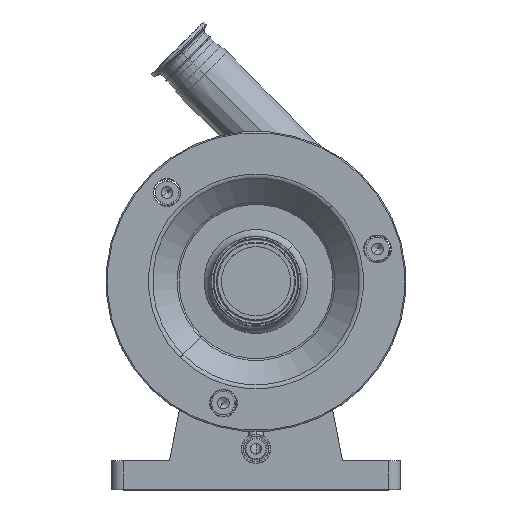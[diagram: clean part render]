
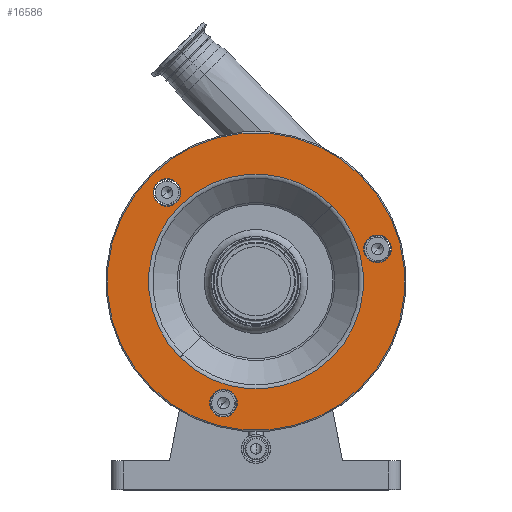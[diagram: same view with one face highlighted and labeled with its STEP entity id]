
A CAD part, top view. The second image highlights one B-rep face of the part: STEP entity #16586.
In plain terms, the highlighted planar face has unit normal (0, 0, 1).
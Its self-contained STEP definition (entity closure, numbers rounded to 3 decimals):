
#260 = EDGE_CURVE ( 'NONE', #17120, #14942, #2429, .T. ) ;
#326 = CARTESIAN_POINT ( 'NONE',  ( -91.217, -91.217, 219. ) ) ;
#336 = CARTESIAN_POINT ( 'NONE',  ( -85.56, 68.589, 219. ) ) ;
#653 = EDGE_CURVE ( 'NONE', #2140, #10796, #3756, .T. ) ;
#701 = CIRCLE ( 'NONE', #19474, 129. ) ;
#1765 = VERTEX_POINT ( 'NONE', #2763 ) ;
#2113 = CIRCLE ( 'NONE', #7078, 93.071 ) ;
#2140 = VERTEX_POINT ( 'NONE', #14127 ) ;
#2302 = EDGE_CURVE ( 'NONE', #14942, #17120, #2113, .T. ) ;
#2413 = CARTESIAN_POINT ( 'NONE',  ( -65.811, -65.811, 219. ) ) ;
#2429 = CIRCLE ( 'NONE', #3411, 93.071 ) ;
#2642 = AXIS2_PLACEMENT_3D ( 'NONE', #10355, #16416, #10146 ) ;
#2763 = CARTESIAN_POINT ( 'NONE',  ( -19.726, -96.801, 219. ) ) ;
#3155 = ORIENTED_EDGE ( 'NONE', *, *, #19957, .T. ) ;
#3250 = ORIENTED_EDGE ( 'NONE', *, *, #2302, .T. ) ;
#3411 = AXIS2_PLACEMENT_3D ( 'NONE', #14016, #11228, #9282 ) ;
#3627 = DIRECTION ( 'NONE',  ( 0., 0., -1. ) ) ;
#3756 = CIRCLE ( 'NONE', #6388, 129. ) ;
#3839 = DIRECTION ( 'NONE',  ( -0.707, -0.707, 0. ) ) ;
#3916 = DIRECTION ( 'NONE',  ( -0.707, -0.707, 0. ) ) ;
#3964 = CIRCLE ( 'NONE', #2642, 12. ) ;
#4046 = EDGE_CURVE ( 'NONE', #10796, #2140, #701, .T. ) ;
#4697 = EDGE_CURVE ( 'NONE', #9482, #6267, #17138, .T. ) ;
#4838 = CARTESIAN_POINT ( 'NONE',  ( -91.217, 91.217, 219. ) ) ;
#5008 = CARTESIAN_POINT ( 'NONE',  ( -77.075, 77.075, 219. ) ) ;
#6267 = VERTEX_POINT ( 'NONE', #11484 ) ;
#6388 = AXIS2_PLACEMENT_3D ( 'NONE', #13965, #11775, #3916 ) ;
#6401 = FACE_BOUND ( 'NONE', #20112, .T. ) ;
#6613 = FACE_OUTER_BOUND ( 'NONE', #20380, .T. ) ;
#6657 = AXIS2_PLACEMENT_3D ( 'NONE', #12058, #8666, #18131 ) ;
#7078 = AXIS2_PLACEMENT_3D ( 'NONE', #8983, #15143, #18145 ) ;
#7206 = AXIS2_PLACEMENT_3D ( 'NONE', #4838, #14349, #11063 ) ;
#7562 = CARTESIAN_POINT ( 'NONE',  ( -28.211, -105.286, 219. ) ) ;
#7711 = EDGE_CURVE ( 'NONE', #13892, #1765, #18475, .T. ) ;
#7796 = DIRECTION ( 'NONE',  ( -0.707, -0.707, 0. ) ) ;
#8030 = ORIENTED_EDGE ( 'NONE', *, *, #7711, .T. ) ;
#8543 = AXIS2_PLACEMENT_3D ( 'NONE', #19842, #11139, #9026 ) ;
#8666 = DIRECTION ( 'NONE',  ( 0., 0., -1. ) ) ;
#8871 = CIRCLE ( 'NONE', #8543, 12. ) ;
#8936 = AXIS2_PLACEMENT_3D ( 'NONE', #20356, #10710, #12554 ) ;
#8983 = CARTESIAN_POINT ( 'NONE',  ( 0., 0., 219. ) ) ;
#9026 = DIRECTION ( 'NONE',  ( -0.707, -0.707, 0. ) ) ;
#9079 = ORIENTED_EDGE ( 'NONE', *, *, #9508, .T. ) ;
#9193 = EDGE_LOOP ( 'NONE', ( #3250, #15376 ) ) ;
#9277 = ORIENTED_EDGE ( 'NONE', *, *, #4697, .T. ) ;
#9282 = DIRECTION ( 'NONE',  ( -0.707, -0.707, 0. ) ) ;
#9447 = DIRECTION ( 'NONE',  ( 0., 0., -1. ) ) ;
#9482 = VERTEX_POINT ( 'NONE', #10054 ) ;
#9494 = PLANE ( 'NONE',  #7206 ) ;
#9508 = EDGE_CURVE ( 'NONE', #19669, #17296, #8871, .T. ) ;
#9571 = AXIS2_PLACEMENT_3D ( 'NONE', #5008, #9447, #7796 ) ;
#10054 = CARTESIAN_POINT ( 'NONE',  ( 96.801, 19.726, 219. ) ) ;
#10146 = DIRECTION ( 'NONE',  ( -0.707, -0.707, 0. ) ) ;
#10355 = CARTESIAN_POINT ( 'NONE',  ( -28.211, -105.286, 219. ) ) ;
#10710 = DIRECTION ( 'NONE',  ( 0., 0., -1. ) ) ;
#10765 = DIRECTION ( 'NONE',  ( 0., 0., -1. ) ) ;
#10796 = VERTEX_POINT ( 'NONE', #326 ) ;
#11063 = DIRECTION ( 'NONE',  ( -0.707, -0.707, 0. ) ) ;
#11139 = DIRECTION ( 'NONE',  ( 0., 0., -1. ) ) ;
#11228 = DIRECTION ( 'NONE',  ( 0., 0., -1. ) ) ;
#11484 = CARTESIAN_POINT ( 'NONE',  ( 113.771, 36.697, 219. ) ) ;
#11775 = DIRECTION ( 'NONE',  ( 0., 0., -1. ) ) ;
#12058 = CARTESIAN_POINT ( 'NONE',  ( 105.286, 28.211, 219. ) ) ;
#12496 = FACE_BOUND ( 'NONE', #9193, .T. ) ;
#12554 = DIRECTION ( 'NONE',  ( -0.707, -0.707, 0. ) ) ;
#12708 = FACE_BOUND ( 'NONE', #15118, .T. ) ;
#12762 = ORIENTED_EDGE ( 'NONE', *, *, #14143, .T. ) ;
#13631 = CARTESIAN_POINT ( 'NONE',  ( -36.697, -113.771, 219. ) ) ;
#13880 = AXIS2_PLACEMENT_3D ( 'NONE', #7562, #10765, #20232 ) ;
#13892 = VERTEX_POINT ( 'NONE', #13631 ) ;
#13965 = CARTESIAN_POINT ( 'NONE',  ( 0., 0., 219. ) ) ;
#13976 = CARTESIAN_POINT ( 'NONE',  ( 65.811, 65.811, 219. ) ) ;
#14016 = CARTESIAN_POINT ( 'NONE',  ( 0., 0., 219. ) ) ;
#14127 = CARTESIAN_POINT ( 'NONE',  ( 91.217, 91.217, 219. ) ) ;
#14143 = EDGE_CURVE ( 'NONE', #6267, #9482, #15556, .T. ) ;
#14349 = DIRECTION ( 'NONE',  ( 0., 0., -1. ) ) ;
#14536 = ORIENTED_EDGE ( 'NONE', *, *, #4046, .F. ) ;
#14573 = ORIENTED_EDGE ( 'NONE', *, *, #19711, .T. ) ;
#14942 = VERTEX_POINT ( 'NONE', #2413 ) ;
#15118 = EDGE_LOOP ( 'NONE', ( #14573, #8030 ) ) ;
#15143 = DIRECTION ( 'NONE',  ( 0., 0., -1. ) ) ;
#15376 = ORIENTED_EDGE ( 'NONE', *, *, #260, .T. ) ;
#15556 = CIRCLE ( 'NONE', #6657, 12. ) ;
#16416 = DIRECTION ( 'NONE',  ( 0., 0., -1. ) ) ;
#16586 = ADVANCED_FACE ( 'NONE', ( #6401, #12708, #17541, #6613, #12496 ), #9494, .F. ) ;
#17120 = VERTEX_POINT ( 'NONE', #13976 ) ;
#17138 = CIRCLE ( 'NONE', #8936, 12. ) ;
#17296 = VERTEX_POINT ( 'NONE', #19005 ) ;
#17541 = FACE_BOUND ( 'NONE', #18934, .T. ) ;
#18131 = DIRECTION ( 'NONE',  ( -0.707, -0.707, 0. ) ) ;
#18145 = DIRECTION ( 'NONE',  ( -0.707, -0.707, 0. ) ) ;
#18475 = CIRCLE ( 'NONE', #13880, 12. ) ;
#18477 = CIRCLE ( 'NONE', #9571, 12. ) ;
#18934 = EDGE_LOOP ( 'NONE', ( #3155, #9079 ) ) ;
#19005 = CARTESIAN_POINT ( 'NONE',  ( -68.589, 85.56, 219. ) ) ;
#19474 = AXIS2_PLACEMENT_3D ( 'NONE', #19614, #3627, #3839 ) ;
#19614 = CARTESIAN_POINT ( 'NONE',  ( 0., 0., 219. ) ) ;
#19669 = VERTEX_POINT ( 'NONE', #336 ) ;
#19711 = EDGE_CURVE ( 'NONE', #1765, #13892, #3964, .T. ) ;
#19842 = CARTESIAN_POINT ( 'NONE',  ( -77.075, 77.075, 219. ) ) ;
#19957 = EDGE_CURVE ( 'NONE', #17296, #19669, #18477, .T. ) ;
#20112 = EDGE_LOOP ( 'NONE', ( #12762, #9277 ) ) ;
#20232 = DIRECTION ( 'NONE',  ( -0.707, -0.707, 0. ) ) ;
#20344 = ORIENTED_EDGE ( 'NONE', *, *, #653, .F. ) ;
#20356 = CARTESIAN_POINT ( 'NONE',  ( 105.286, 28.211, 219. ) ) ;
#20380 = EDGE_LOOP ( 'NONE', ( #14536, #20344 ) ) ;
